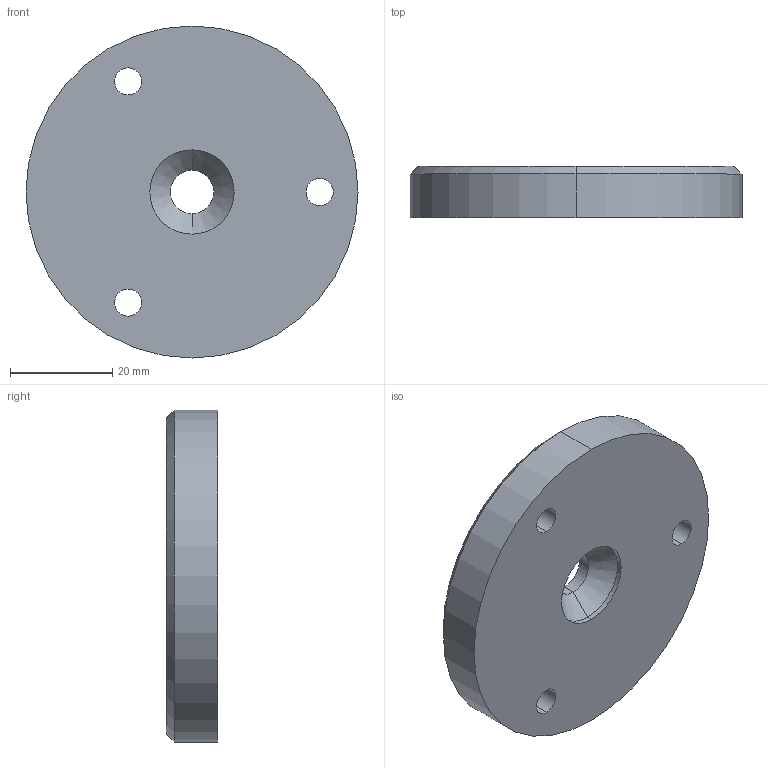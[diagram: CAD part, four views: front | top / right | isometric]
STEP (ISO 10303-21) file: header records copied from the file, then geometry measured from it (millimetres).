
FILE_DESCRIPTION (( 'STEP AP203' ), '1' );
FILE_NAME ('sone3D.STEP', '2014-01-14T04:19:46', ( '' ), ( '' ), 'SwSTEP 2.0', 'SolidWorks 2012', '' );
FILE_SCHEMA (( 'CONFIG_CONTROL_DESIGN' ));
Length unit declared in the file: millimetre
Products named in the file (1): sone3D
Bounding box: 65 x 10 x 65 mm (x, y, z)
Volume: 28954.3 mm3; surface area: 9287 mm2
Topology: 1 solids, 1 shells, 39 faces, 84 edges, 50 vertices
Faces by surface type: cylinder 24, cone 10, plane 5
Entity records: 1157 total; most frequent: DIRECTION 214, CARTESIAN_POINT 174, ORIENTED_EDGE 168, AXIS2_PLACEMENT_3D 90, EDGE_CURVE 84, EDGE_LOOP 50, VERTEX_POINT 50, CIRCLE 50
